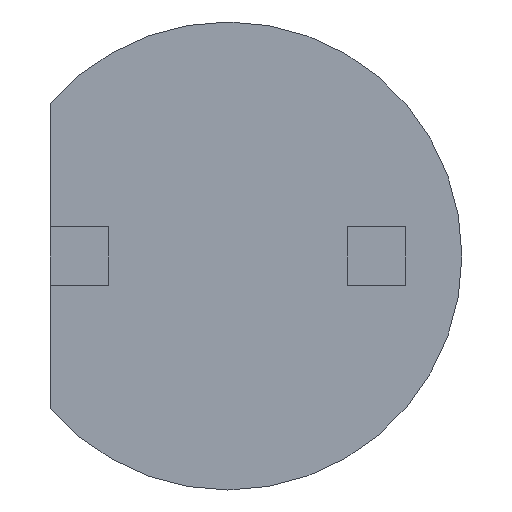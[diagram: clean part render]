
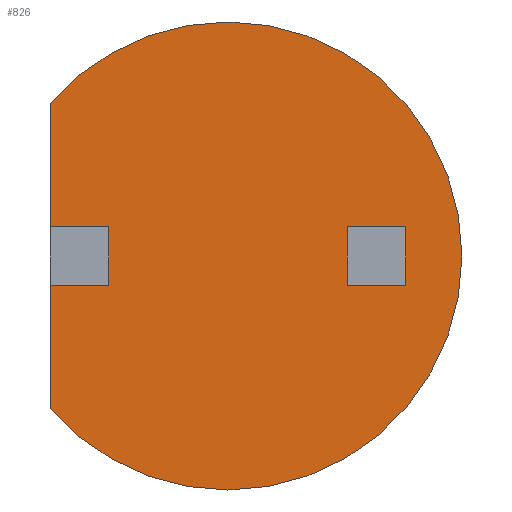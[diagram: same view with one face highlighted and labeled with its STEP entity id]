
A CAD part, left-side view. The second image highlights one B-rep face of the part: STEP entity #826.
In plain terms, the highlighted planar face has unit normal (-1, 0, 0).
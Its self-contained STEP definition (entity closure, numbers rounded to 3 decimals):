
#182 = CARTESIAN_POINT ( 'NONE',  ( 5., 1.52, -1.3 ) ) ;
#194 = CARTESIAN_POINT ( 'NONE',  ( 5., 1.52, 1.3 ) ) ;
#203 = CARTESIAN_POINT ( 'NONE',  ( 5., 0., 2. ) ) ;
#234 = ORIENTED_EDGE ( 'NONE', *, *, #846, .F. ) ;
#235 = ORIENTED_EDGE ( 'NONE', *, *, #851, .F. ) ;
#236 = ORIENTED_EDGE ( 'NONE', *, *, #852, .F. ) ;
#237 = ORIENTED_EDGE ( 'NONE', *, *, #842, .F. ) ;
#249 = CARTESIAN_POINT ( 'NONE',  ( 5., 0., -2. ) ) ;
#264 = VERTEX_POINT ( 'NONE', #203 ) ;
#266 = EDGE_LOOP ( 'NONE', ( #235, #236, #237, #234 ) ) ;
#277 = VERTEX_POINT ( 'NONE', #194 ) ;
#283 = VERTEX_POINT ( 'NONE', #182 ) ;
#285 = VERTEX_POINT ( 'NONE', #249 ) ;
#406 = CARTESIAN_POINT ( 'NONE',  ( 5., 0., 0. ) ) ;
#461 = DIRECTION ( 'NONE',  ( 0., 0., -1. ) ) ;
#464 = DIRECTION ( 'NONE',  ( 1., 0., 0. ) ) ;
#469 = CARTESIAN_POINT ( 'NONE',  ( 5., 0., 0. ) ) ;
#528 = DIRECTION ( 'NONE',  ( 0., 0., 1. ) ) ;
#529 = CARTESIAN_POINT ( 'NONE',  ( 5., 1.52, -1.3 ) ) ;
#530 = LINE ( 'NONE', #529, #579 ) ;
#534 = DIRECTION ( 'NONE',  ( 0., 0., -1. ) ) ;
#535 = DIRECTION ( 'NONE',  ( 1., 0., 0. ) ) ;
#541 = CARTESIAN_POINT ( 'NONE',  ( 5., 0., 0. ) ) ;
#562 = DIRECTION ( 'NONE',  ( 0., 0., -1. ) ) ;
#564 = DIRECTION ( 'NONE',  ( 1., 0., 0. ) ) ;
#579 = VECTOR ( 'NONE', #528, 1000. ) ;
#619 = DIRECTION ( 'NONE',  ( 0., 0., -1. ) ) ;
#647 = PLANE ( 'NONE',  #692 ) ;
#649 = CARTESIAN_POINT ( 'NONE',  ( 5., 0., 0. ) ) ;
#650 = DIRECTION ( 'NONE',  ( 1., 0., 0. ) ) ;
#673 = FACE_OUTER_BOUND ( 'NONE', #266, .T. ) ;
#692 = AXIS2_PLACEMENT_3D ( 'NONE', #649, #650, #619 ) ;
#790 = CIRCLE ( 'NONE', #948, 2. ) ;
#793 = CIRCLE ( 'NONE', #967, 2. ) ;
#795 = CIRCLE ( 'NONE', #961, 2. ) ;
#826 = ADVANCED_FACE ( 'NONE', ( #673 ), #647, .F. ) ;
#842 = EDGE_CURVE ( 'NONE', #285, #283, #795, .T. ) ;
#846 = EDGE_CURVE ( 'NONE', #264, #285, #793, .T. ) ;
#851 = EDGE_CURVE ( 'NONE', #277, #264, #790, .T. ) ;
#852 = EDGE_CURVE ( 'NONE', #283, #277, #530, .T. ) ;
#948 = AXIS2_PLACEMENT_3D ( 'NONE', #541, #535, #534 ) ;
#961 = AXIS2_PLACEMENT_3D ( 'NONE', #469, #464, #461 ) ;
#967 = AXIS2_PLACEMENT_3D ( 'NONE', #406, #564, #562 ) ;
